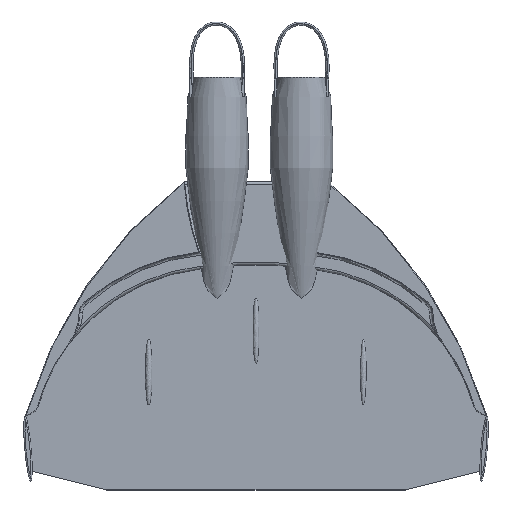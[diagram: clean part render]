
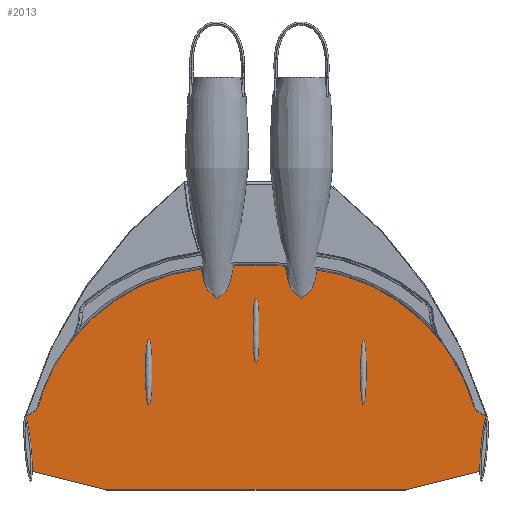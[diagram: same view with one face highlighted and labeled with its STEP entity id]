
A CAD part, top view. The second image highlights one B-rep face of the part: STEP entity #2013.
In plain terms, the highlighted planar face has unit normal (0, 0, 1).
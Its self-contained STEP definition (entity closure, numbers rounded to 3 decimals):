
#58=ELLIPSE('',#2122,50.,5.);
#61=ELLIPSE('',#2131,50.,5.);
#62=ELLIPSE('',#2158,50.,5.);
#63=ELLIPSE('',#2159,50.,5.);
#64=ELLIPSE('',#2160,50.,5.);
#65=ELLIPSE('',#2161,50.,5.);
#66=ELLIPSE('',#2162,50.,5.);
#67=ELLIPSE('',#2163,50.,5.);
#109=CIRCLE('',#2138,700.059);
#122=CIRCLE('',#2171,20.705);
#123=CIRCLE('',#2172,292.422);
#124=CIRCLE('',#2173,552.265);
#125=CIRCLE('',#2174,292.422);
#126=CIRCLE('',#2175,292.422);
#127=CIRCLE('',#2176,20.705);
#218=FACE_BOUND('',#613,.T.);
#219=FACE_BOUND('',#614,.T.);
#220=FACE_BOUND('',#615,.T.);
#264=LINE('',#7898,#334);
#266=LINE('',#7901,#336);
#267=LINE('',#7904,#337);
#269=LINE('',#7908,#339);
#271=LINE('',#7911,#341);
#334=VECTOR('',#2475,10.);
#336=VECTOR('',#2479,10.);
#337=VECTOR('',#2482,10.);
#339=VECTOR('',#2486,10.);
#341=VECTOR('',#2490,10.);
#476=FACE_OUTER_BOUND('',#612,.T.);
#612=EDGE_LOOP('',(#1600,#1601,#1602,#1603,#1604,#1605,#1606,#1607,#1608,
#1609,#1610,#1611,#1612,#1613));
#613=EDGE_LOOP('',(#1614,#1615));
#614=EDGE_LOOP('',(#1616,#1617));
#615=EDGE_LOOP('',(#1618,#1619));
#841=VERTEX_POINT('',#6108);
#842=VERTEX_POINT('',#6110);
#860=VERTEX_POINT('',#7204);
#861=VERTEX_POINT('',#7206);
#869=VERTEX_POINT('',#7686);
#870=VERTEX_POINT('',#7693);
#888=VERTEX_POINT('',#7822);
#889=VERTEX_POINT('',#7823);
#890=VERTEX_POINT('',#7851);
#891=VERTEX_POINT('',#7852);
#892=VERTEX_POINT('',#7890);
#893=VERTEX_POINT('',#7891);
#894=VERTEX_POINT('',#7897);
#895=VERTEX_POINT('',#7903);
#896=VERTEX_POINT('',#7907);
#897=VERTEX_POINT('',#7913);
#898=VERTEX_POINT('',#7915);
#899=VERTEX_POINT('',#7917);
#900=VERTEX_POINT('',#7919);
#901=VERTEX_POINT('',#7921);
#1063=EDGE_CURVE('',#841,#842,#58,.T.);
#1091=EDGE_CURVE('',#860,#861,#61,.T.);
#1104=EDGE_CURVE('',#869,#870,#109,.T.);
#1132=EDGE_CURVE('',#888,#889,#62,.T.);
#1133=EDGE_CURVE('',#889,#888,#63,.T.);
#1134=EDGE_CURVE('',#890,#891,#64,.T.);
#1135=EDGE_CURVE('',#891,#890,#65,.T.);
#1136=EDGE_CURVE('',#892,#893,#66,.T.);
#1137=EDGE_CURVE('',#893,#892,#67,.T.);
#1139=EDGE_CURVE('',#894,#842,#264,.T.);
#1141=EDGE_CURVE('',#870,#841,#266,.T.);
#1142=EDGE_CURVE('',#895,#861,#267,.T.);
#1144=EDGE_CURVE('',#896,#860,#269,.T.);
#1146=EDGE_CURVE('',#896,#894,#271,.T.);
#1147=EDGE_CURVE('',#897,#869,#122,.T.);
#1148=EDGE_CURVE('',#897,#898,#123,.T.);
#1149=EDGE_CURVE('',#898,#899,#124,.T.);
#1150=EDGE_CURVE('',#899,#900,#125,.T.);
#1151=EDGE_CURVE('',#900,#901,#126,.T.);
#1152=EDGE_CURVE('',#895,#901,#127,.T.);
#1600=ORIENTED_EDGE('',*,*,#1104,.F.);
#1601=ORIENTED_EDGE('',*,*,#1147,.F.);
#1602=ORIENTED_EDGE('',*,*,#1148,.T.);
#1603=ORIENTED_EDGE('',*,*,#1149,.T.);
#1604=ORIENTED_EDGE('',*,*,#1150,.T.);
#1605=ORIENTED_EDGE('',*,*,#1151,.T.);
#1606=ORIENTED_EDGE('',*,*,#1152,.F.);
#1607=ORIENTED_EDGE('',*,*,#1142,.T.);
#1608=ORIENTED_EDGE('',*,*,#1091,.F.);
#1609=ORIENTED_EDGE('',*,*,#1144,.F.);
#1610=ORIENTED_EDGE('',*,*,#1146,.T.);
#1611=ORIENTED_EDGE('',*,*,#1139,.T.);
#1612=ORIENTED_EDGE('',*,*,#1063,.F.);
#1613=ORIENTED_EDGE('',*,*,#1141,.F.);
#1614=ORIENTED_EDGE('',*,*,#1132,.T.);
#1615=ORIENTED_EDGE('',*,*,#1133,.T.);
#1616=ORIENTED_EDGE('',*,*,#1134,.T.);
#1617=ORIENTED_EDGE('',*,*,#1135,.T.);
#1618=ORIENTED_EDGE('',*,*,#1136,.T.);
#1619=ORIENTED_EDGE('',*,*,#1137,.T.);
#1934=PLANE('',#2170);
#2013=ADVANCED_FACE('',(#476,#218,#219,#220),#1934,.T.);
#2122=AXIS2_PLACEMENT_3D('',#6111,#2374,#2375);
#2131=AXIS2_PLACEMENT_3D('',#7207,#2395,#2396);
#2138=AXIS2_PLACEMENT_3D('',#7694,#2410,#2411);
#2158=AXIS2_PLACEMENT_3D('',#7824,#2458,#2459);
#2159=AXIS2_PLACEMENT_3D('',#7825,#2460,#2461);
#2160=AXIS2_PLACEMENT_3D('',#7853,#2462,#2463);
#2161=AXIS2_PLACEMENT_3D('',#7854,#2464,#2465);
#2162=AXIS2_PLACEMENT_3D('',#7892,#2466,#2467);
#2163=AXIS2_PLACEMENT_3D('',#7893,#2468,#2469);
#2170=AXIS2_PLACEMENT_3D('',#7912,#2491,#2492);
#2171=AXIS2_PLACEMENT_3D('',#7914,#2493,#2494);
#2172=AXIS2_PLACEMENT_3D('',#7916,#2495,#2496);
#2173=AXIS2_PLACEMENT_3D('',#7918,#2497,#2498);
#2174=AXIS2_PLACEMENT_3D('',#7920,#2499,#2500);
#2175=AXIS2_PLACEMENT_3D('',#7922,#2501,#2502);
#2176=AXIS2_PLACEMENT_3D('',#7923,#2503,#2504);
#2374=DIRECTION('center_axis',(0.,0.,1.));
#2375=DIRECTION('ref_axis',(-0.087,-0.996,0.));
#2395=DIRECTION('center_axis',(0.,0.,1.));
#2396=DIRECTION('ref_axis',(0.087,-0.996,0.));
#2410=DIRECTION('center_axis',(0.,0.,-1.));
#2411=DIRECTION('ref_axis',(-1.,0.,0.));
#2458=DIRECTION('center_axis',(0.,0.,-1.));
#2459=DIRECTION('ref_axis',(0.,-1.,0.));
#2460=DIRECTION('center_axis',(0.,0.,-1.));
#2461=DIRECTION('ref_axis',(0.,-1.,0.));
#2462=DIRECTION('center_axis',(0.,0.,-1.));
#2463=DIRECTION('ref_axis',(0.,-1.,0.));
#2464=DIRECTION('center_axis',(0.,0.,-1.));
#2465=DIRECTION('ref_axis',(0.,-1.,0.));
#2466=DIRECTION('center_axis',(0.,0.,-1.));
#2467=DIRECTION('ref_axis',(0.,-1.,0.));
#2468=DIRECTION('center_axis',(0.,0.,
-1.));
#2469=DIRECTION('ref_axis',(0.,-1.,0.));
#2475=DIRECTION('',(0.97,0.243,0.));
#2479=DIRECTION('',(-0.059,-0.998,0.));
#2482=DIRECTION('',(0.059,-0.998,0.));
#2486=DIRECTION('',(-0.97,0.243,0.));
#2490=DIRECTION('',(1.,0.,0.));
#2491=DIRECTION('center_axis',(0.,0.,1.));
#2492=DIRECTION('ref_axis',(1.,0.,0.));
#2493=DIRECTION('center_axis',(0.,0.,1.));
#2494=DIRECTION('ref_axis',(-0.966,-0.259,0.));
#2495=DIRECTION('center_axis',(0.,0.,1.));
#2496=DIRECTION('ref_axis',(0.961,0.276,0.));
#2497=DIRECTION('center_axis',(0.,0.,1.));
#2498=DIRECTION('ref_axis',(0.154,0.988,0.));
#2499=DIRECTION('center_axis',(0.,0.,1.));
#2500=DIRECTION('ref_axis',(-0.106,0.994,0.));
#2501=DIRECTION('center_axis',(0.,0.,1.));
#2502=DIRECTION('ref_axis',(-0.106,0.994,0.));
#2503=DIRECTION('center_axis',(0.,0.,1.));
#2504=DIRECTION('ref_axis',(0.,-1.,0.));
#6108=CARTESIAN_POINT('',(414.884,-482.308,0.));
#6110=CARTESIAN_POINT('',(404.534,-566.705,0.));
#6111=CARTESIAN_POINT('Origin',(411.138,-531.827,0.));
#7204=CARTESIAN_POINT('',(-284.534,-566.705,0.));
#7206=CARTESIAN_POINT('',(-294.884,-482.308,0.));
#7207=CARTESIAN_POINT('Origin',(-291.138,-531.827,0.));
#7686=CARTESIAN_POINT('',(414.564,-480.334,0.));
#7693=CARTESIAN_POINT('',(414.926,-481.591,0.));
#7694=CARTESIAN_POINT('Origin',(-257.907,-674.922,0.));
#7822=CARTESIAN_POINT('',(225.213,-463.739,0.));
#7823=CARTESIAN_POINT('',(225.213,-363.94,0.));
#7824=CARTESIAN_POINT('Origin',(225.529,-413.839,0.));
#7825=CARTESIAN_POINT('Origin',(224.896,-413.839,0.));
#7851=CARTESIAN_POINT('',(60.002,-400.,0.));
#7852=CARTESIAN_POINT('',(60.002,-300.,0.));
#7853=CARTESIAN_POINT('Origin',(60.002,-350.,0.));
#7854=CARTESIAN_POINT('Origin',(60.002,-350.,0.));
#7890=CARTESIAN_POINT('',(-105.213,-463.739,0.));
#7891=CARTESIAN_POINT('',(-105.213,-363.94,0.));
#7892=CARTESIAN_POINT('Origin',(-105.529,-413.839,0.));
#7893=CARTESIAN_POINT('Origin',(-104.896,-413.839,0.));
#7897=CARTESIAN_POINT('',(290.,-595.339,0.));
#7898=CARTESIAN_POINT('',(290.,-595.339,0.));
#7901=CARTESIAN_POINT('',(415.,-480.339,0.));
#7903=CARTESIAN_POINT('',(-295.,-480.339,0.));
#7904=CARTESIAN_POINT('',(-295.,-480.339,0.));
#7907=CARTESIAN_POINT('',(-170.,-595.339,0.));
#7908=CARTESIAN_POINT('',(-170.,-595.339,0.));
#7911=CARTESIAN_POINT('',(60.,-595.339,0.));
#7912=CARTESIAN_POINT('Origin',(60.,-421.879,0.));
#7913=CARTESIAN_POINT('',(395.002,-465.,0.));
#7914=CARTESIAN_POINT('Origin',(415.,-459.634,0.));
#7915=CARTESIAN_POINT('',(145.,-255.,0.));
#7916=CARTESIAN_POINT('Origin',(113.956,-545.769,0.));
#7917=CARTESIAN_POINT('',(-25.,-255.,0.));
#7918=CARTESIAN_POINT('Origin',(60.,-800.685,0.));
#7919=CARTESIAN_POINT('',(-227.424,-369.691,0.));
#7920=CARTESIAN_POINT('Origin',(6.044,-545.769,0.));
#7921=CARTESIAN_POINT('',(-275.002,-465.,0.));
#7922=CARTESIAN_POINT('Origin',(6.044,-545.769,0.));
#7923=CARTESIAN_POINT('Origin',(-295.,-459.634,0.));
